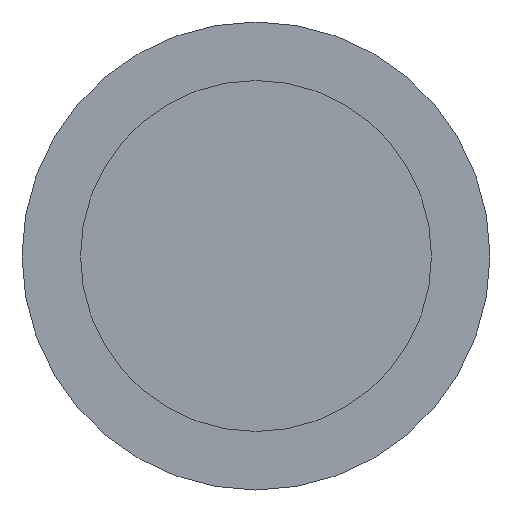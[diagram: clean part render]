
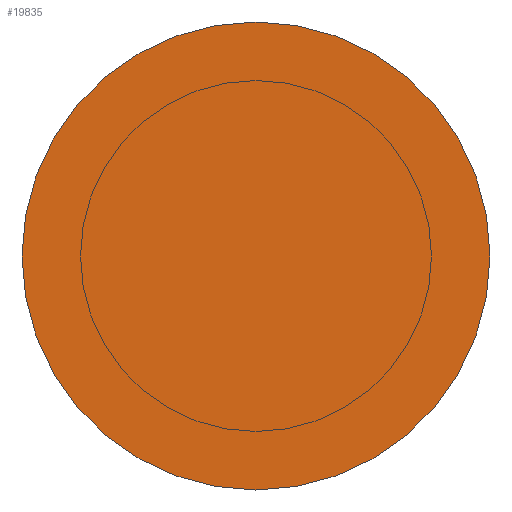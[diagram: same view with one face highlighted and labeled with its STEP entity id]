
A CAD part, front view. The second image highlights one B-rep face of the part: STEP entity #19835.
In plain terms, the highlighted planar face has unit normal (0, -1, 0).
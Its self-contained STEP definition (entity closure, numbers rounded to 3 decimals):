
#19746 = CONICAL_SURFACE('',#19747,4.,1.064);
#19747 = AXIS2_PLACEMENT_3D('',#19748,#19749,#19750);
#19748 = CARTESIAN_POINT('',(0.,-190.,0.));
#19749 = DIRECTION('',(0.,-1.,0.));
#19750 = DIRECTION('',(1.,0.,0.));
#19784 = EDGE_CURVE('',#19785,#19785,#19787,.T.);
#19785 = VERTEX_POINT('',#19786);
#19786 = CARTESIAN_POINT('',(4.,-190.,0.));
#19787 = SURFACE_CURVE('',#19788,(#19793,#19800),.PCURVE_S1.);
#19788 = CIRCLE('',#19789,4.);
#19789 = AXIS2_PLACEMENT_3D('',#19790,#19791,#19792);
#19790 = CARTESIAN_POINT('',(0.,-190.,0.));
#19791 = DIRECTION('',(0.,-1.,0.));
#19792 = DIRECTION('',(1.,0.,0.));
#19793 = PCURVE('',#19746,#19794);
#19794 = DEFINITIONAL_REPRESENTATION('',(#19795),#19799);
#19795 = LINE('',#19796,#19797);
#19796 = CARTESIAN_POINT('',(0.,-0.));
#19797 = VECTOR('',#19798,1.);
#19798 = DIRECTION('',(1.,-0.));
#19799 = ( GEOMETRIC_REPRESENTATION_CONTEXT(2) 
PARAMETRIC_REPRESENTATION_CONTEXT() REPRESENTATION_CONTEXT('2D SPACE',''
  ) );
#19800 = PCURVE('',#19801,#19806);
#19801 = PLANE('',#19802);
#19802 = AXIS2_PLACEMENT_3D('',#19803,#19804,#19805);
#19803 = CARTESIAN_POINT('',(0.,-190.,0.));
#19804 = DIRECTION('',(0.,-1.,0.));
#19805 = DIRECTION('',(1.,0.,0.));
#19806 = DEFINITIONAL_REPRESENTATION('',(#19807),#19811);
#19807 = CIRCLE('',#19808,4.);
#19808 = AXIS2_PLACEMENT_2D('',#19809,#19810);
#19809 = CARTESIAN_POINT('',(0.,0.));
#19810 = DIRECTION('',(1.,-0.));
#19811 = ( GEOMETRIC_REPRESENTATION_CONTEXT(2) 
PARAMETRIC_REPRESENTATION_CONTEXT() REPRESENTATION_CONTEXT('2D SPACE',''
  ) );
#19835 = ADVANCED_FACE('',(#19836),#19801,.T.);
#19836 = FACE_BOUND('',#19837,.F.);
#19837 = EDGE_LOOP('',(#19838));
#19838 = ORIENTED_EDGE('',*,*,#19784,.F.);
